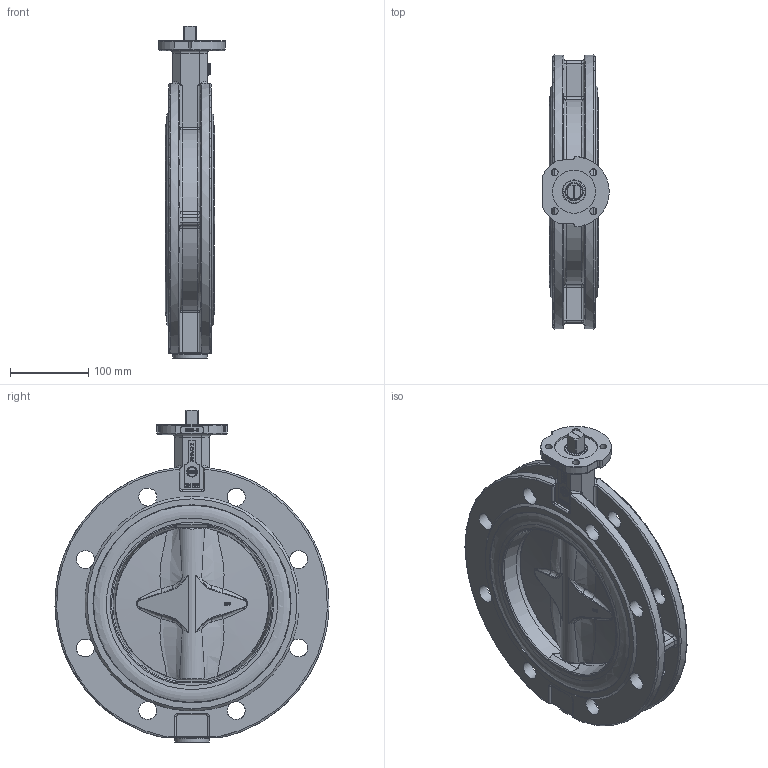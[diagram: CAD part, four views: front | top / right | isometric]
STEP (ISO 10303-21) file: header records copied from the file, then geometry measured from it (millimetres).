
FILE_DESCRIPTION((''),'2;1');
FILE_NAME('F012-K1 DN200.stp','2007-09-27T11:21:13',('hellwig'),(''),'Autodesk Inventor 11','Autodesk Inventor 11','');
FILE_SCHEMA(('AUTOMOTIVE_DESIGN { 1 0 10303 214 1 1 1 1 }'));
Length unit declared in the file: millimetre
Products named in the file (1): Bauteil36
Bounding box: 85 x 349.95 x 424 mm (x, y, z)
Volume: 2993487.6 mm3; surface area: 560761 mm2
Topology: 9 solids, 9 shells, 1104 faces, 2857 edges, 1799 vertices
Faces by surface type: bspline 421, plane 347, cylinder 211, torus 58, cone 47, sphere 20
Full cylindrical faces by diameter (mm): 1.7 x2, 13.8 x1, 15 x3, 20.5 x1, 20.7 x2, 22 x6, 22.18 x3, 23 x16, 26 x1, 29.95 x3, 30 x1, 30.2 x1, 38.3 x1, 43.9 x1, 44 x1, 55.1 x1, 213.9 x2, 245 x1, 245.9 x1, 252.9 x1, 253 x1
Entity records: 74112 total; most frequent: CARTESIAN_POINT 50498, ORIENTED_EDGE 5264, DIRECTION 3995, EDGE_CURVE 2632, VERTEX_POINT 1721, AXIS2_PLACEMENT_3D 1468, EDGE_LOOP 1351, FACE_OUTER_BOUND 1104
